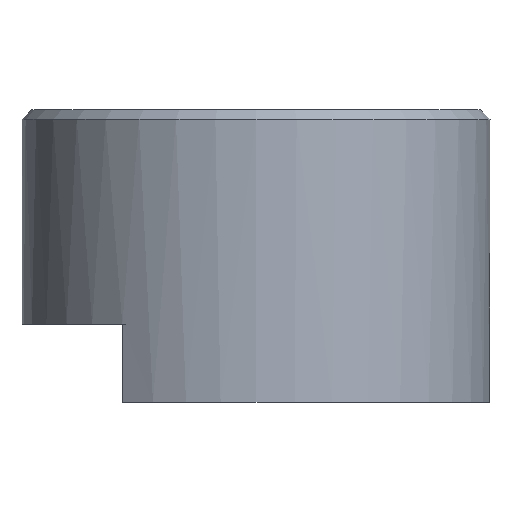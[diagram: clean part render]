
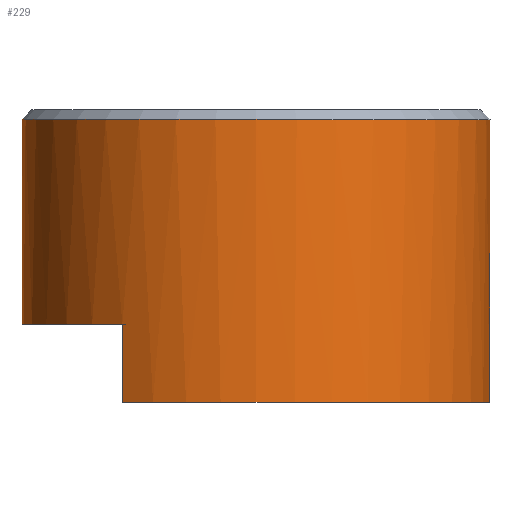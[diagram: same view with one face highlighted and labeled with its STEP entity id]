
A CAD part, left-side view. The second image highlights one B-rep face of the part: STEP entity #229.
In plain terms, the highlighted cylindrical face has radius 12 mm (diameter 24 mm), a full revolution.
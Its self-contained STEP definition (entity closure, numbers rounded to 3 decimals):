
#15=CYLINDRICAL_SURFACE('',#261,12.);
#34=FACE_OUTER_BOUND('',#50,.T.);
#50=EDGE_LOOP('',(#169,#170,#171,#172,#173,#174,#175,#176));
#67=LINE('',#379,#82);
#68=LINE('',#382,#83);
#69=LINE('',#386,#84);
#82=VECTOR('',#302,10.);
#83=VECTOR('',#305,12.);
#84=VECTOR('',#308,10.);
#97=CIRCLE('',#258,12.);
#99=CIRCLE('',#262,12.);
#100=CIRCLE('',#263,12.);
#101=CIRCLE('',#264,12.);
#113=VERTEX_POINT('',#370);
#115=VERTEX_POINT('',#377);
#116=VERTEX_POINT('',#378);
#117=VERTEX_POINT('',#380);
#118=VERTEX_POINT('',#383);
#119=VERTEX_POINT('',#385);
#134=EDGE_CURVE('',#113,#113,#97,.T.);
#136=EDGE_CURVE('',#115,#116,#67,.T.);
#137=EDGE_CURVE('',#117,#116,#99,.T.);
#138=EDGE_CURVE('',#117,#113,#68,.T.);
#139=EDGE_CURVE('',#118,#117,#100,.T.);
#140=EDGE_CURVE('',#119,#118,#69,.T.);
#141=EDGE_CURVE('',#119,#115,#101,.T.);
#169=ORIENTED_EDGE('',*,*,#136,.T.);
#170=ORIENTED_EDGE('',*,*,#137,.F.);
#171=ORIENTED_EDGE('',*,*,#138,.T.);
#172=ORIENTED_EDGE('',*,*,#134,.F.);
#173=ORIENTED_EDGE('',*,*,#138,.F.);
#174=ORIENTED_EDGE('',*,*,#139,.F.);
#175=ORIENTED_EDGE('',*,*,#140,.F.);
#176=ORIENTED_EDGE('',*,*,#141,.T.);
#229=ADVANCED_FACE('',(#34),#15,.T.);
#258=AXIS2_PLACEMENT_3D('',#372,#294,#295);
#261=AXIS2_PLACEMENT_3D('',#376,#300,#301);
#262=AXIS2_PLACEMENT_3D('',#381,#303,#304);
#263=AXIS2_PLACEMENT_3D('',#384,#306,#307);
#264=AXIS2_PLACEMENT_3D('',#387,#309,#310);
#294=DIRECTION('center_axis',(0.,0.,
1.));
#295=DIRECTION('ref_axis',(1.,0.,0.));
#300=DIRECTION('center_axis',(0.,0.,
-1.));
#301=DIRECTION('ref_axis',(1.,0.,0.));
#302=DIRECTION('',(0.,0.,-1.));
#303=DIRECTION('center_axis',(0.,0.,
-1.));
#304=DIRECTION('ref_axis',(1.,0.,0.));
#305=DIRECTION('',(0.,0.,1.));
#306=DIRECTION('center_axis',(0.,0.,
-1.));
#307=DIRECTION('ref_axis',(1.,0.,0.));
#308=DIRECTION('',(0.,0.,-1.));
#309=DIRECTION('center_axis',(0.,0.,
1.));
#310=DIRECTION('ref_axis',(1.,0.,0.));
#370=CARTESIAN_POINT('',(-97.34,-173.464,97.3));
#372=CARTESIAN_POINT('Origin',(-85.34,-173.464,97.3));
#376=CARTESIAN_POINT('Origin',(-85.34,-173.464,86.8));
#377=CARTESIAN_POINT('',(-95.189,-166.608,86.8));
#378=CARTESIAN_POINT('',(-95.189,-166.608,82.8));
#379=CARTESIAN_POINT('',(-95.189,-166.608,86.8));
#380=CARTESIAN_POINT('',(-97.34,-173.464,82.8));
#381=CARTESIAN_POINT('Origin',(-85.34,-173.464,82.8));
#382=CARTESIAN_POINT('',(-97.34,-173.464,86.8));
#383=CARTESIAN_POINT('',(-78.707,-183.464,82.8));
#384=CARTESIAN_POINT('Origin',(-85.34,-173.464,82.8));
#385=CARTESIAN_POINT('',(-78.707,-183.464,86.8));
#386=CARTESIAN_POINT('',(-78.707,-183.464,86.8));
#387=CARTESIAN_POINT('Origin',(-85.34,-173.464,86.8));
